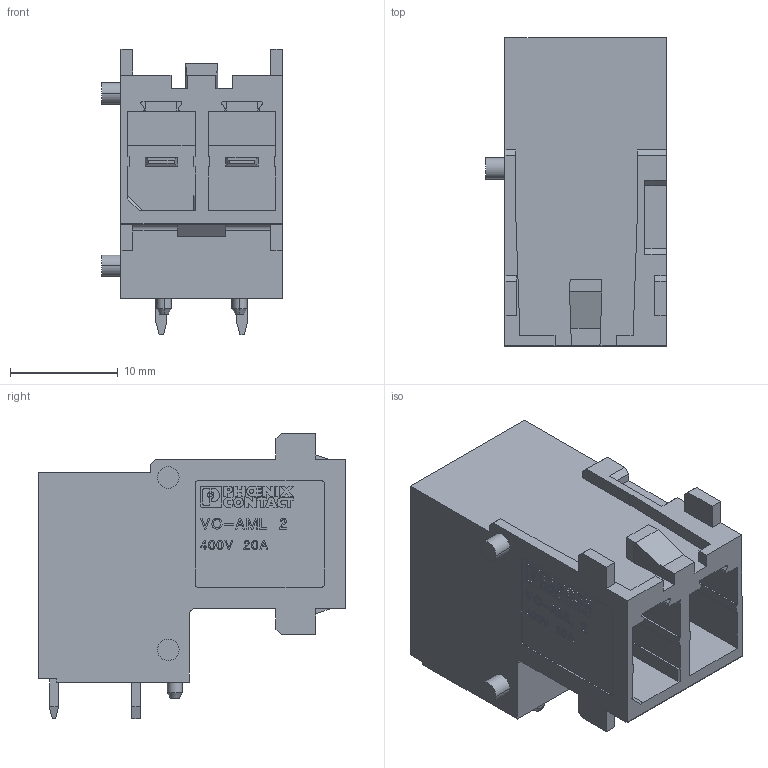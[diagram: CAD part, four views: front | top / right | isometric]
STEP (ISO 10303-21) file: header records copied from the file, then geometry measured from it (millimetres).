
FILE_DESCRIPTION(('Creo Elements/Direct Modeling STEP Export'),'2;1');
FILE_NAME('model.stp','2020-09-28T13:37:11',(''),(''),'Creo Elements/Direct Modeling STEP processor for AP214 (Solid Model)','Creo Elements/Direct Modeling 20.1A 29-Sep-2018 (C) Parametric Technology GmbH','');
FILE_SCHEMA(('AUTOMOTIVE_DESIGN { 1 0 10303 214 1 1 1 1 }'));
Length unit declared in the file: millimetre
Products named in the file (2): VC-AML_2; VC-AML_2.
Assembly tree (1 placements, depth 2):
  VC-AML_2.
    VC-AML_2
Bounding box: 16.8 x 28.6 x 26.51 mm (x, y, z)
Volume: 5152.1 mm3; surface area: 3936 mm2
Topology: 1 solids, 1 shells, 827 faces, 2308 edges, 1537 vertices
Faces by surface type: plane 764, extrusion 33, cylinder 26, cone 4
Entity records: 33522 total; most frequent: CARTESIAN_POINT 5848, ORIENTED_EDGE 4616, DIRECTION 3834, EDGE_CURVE 2308, VECTOR 2206, LINE 2173, VERTEX_POINT 1537, EDGE_LOOP 881
